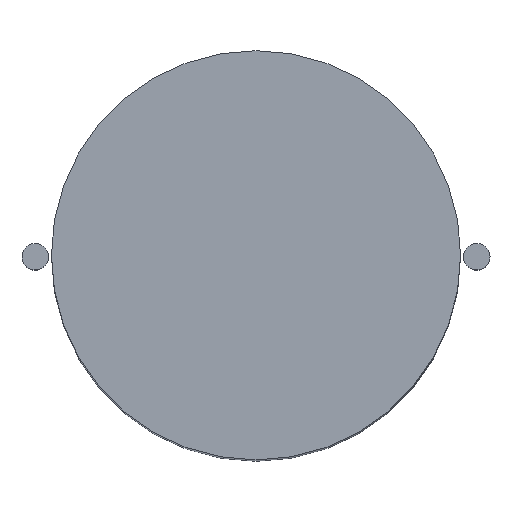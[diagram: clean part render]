
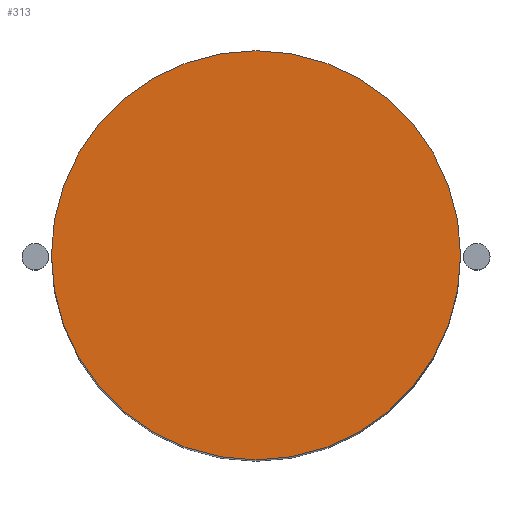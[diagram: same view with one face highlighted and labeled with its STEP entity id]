
A CAD part, top view. The second image highlights one B-rep face of the part: STEP entity #313.
In plain terms, the highlighted planar face has unit normal (0, 0, 1).
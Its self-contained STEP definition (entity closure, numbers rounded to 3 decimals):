
#43 = VERTEX_POINT('',#44);
#44 = CARTESIAN_POINT('',(8.9,8.25,33.));
#51 = PLANE('',#52);
#52 = AXIS2_PLACEMENT_3D('',#53,#54,#55);
#53 = CARTESIAN_POINT('',(8.9,8.25,0.));
#54 = DIRECTION('',(0.,-1.,0.));
#55 = DIRECTION('',(-1.,0.,0.));
#70 = EDGE_CURVE('',#43,#43,#71,.T.);
#71 = SURFACE_CURVE('',#72,(#76,#83),.PCURVE_S1.);
#72 = LINE('',#73,#74);
#73 = CARTESIAN_POINT('',(8.9,8.25,33.));
#74 = VECTOR('',#75,1.);
#75 = DIRECTION('',(-1.,0.,0.));
#76 = PCURVE('',#51,#77);
#77 = DEFINITIONAL_REPRESENTATION('',(#78),#82);
#78 = LINE('',#79,#80);
#79 = CARTESIAN_POINT('',(0.,-33.));
#80 = VECTOR('',#81,1.);
#81 = DIRECTION('',(1.,0.));
#82 = ( GEOMETRIC_REPRESENTATION_CONTEXT(2) 
PARAMETRIC_REPRESENTATION_CONTEXT() REPRESENTATION_CONTEXT('2D SPACE',''
  ) );
#83 = PCURVE('',#84,#89);
#84 = PLANE('',#85);
#85 = AXIS2_PLACEMENT_3D('',#86,#87,#88);
#86 = CARTESIAN_POINT('',(8.9,0.,33.));
#87 = DIRECTION('',(0.,0.,1.));
#88 = DIRECTION('',(0.,1.,0.));
#89 = DEFINITIONAL_REPRESENTATION('',(#90),#94);
#90 = LINE('',#91,#92);
#91 = CARTESIAN_POINT('',(8.25,0.));
#92 = VECTOR('',#93,1.);
#93 = DIRECTION('',(0.,1.));
#94 = ( GEOMETRIC_REPRESENTATION_CONTEXT(2) 
PARAMETRIC_REPRESENTATION_CONTEXT() REPRESENTATION_CONTEXT('2D SPACE',''
  ) );
#127 = EDGE_CURVE('',#43,#128,#130,.T.);
#128 = VERTEX_POINT('',#129);
#129 = CARTESIAN_POINT('',(8.9,-8.25,33.));
#130 = SURFACE_CURVE('',#131,(#136,#148),.PCURVE_S1.);
#131 = CIRCLE('',#132,8.25);
#132 = AXIS2_PLACEMENT_3D('',#133,#134,#135);
#133 = CARTESIAN_POINT('',(8.9,0.,33.));
#134 = DIRECTION('',(0.,0.,1.));
#135 = DIRECTION('',(1.,0.,0.));
#136 = PCURVE('',#137,#142);
#137 = CYLINDRICAL_SURFACE('',#138,8.25);
#138 = AXIS2_PLACEMENT_3D('',#139,#140,#141);
#139 = CARTESIAN_POINT('',(8.9,0.,0.));
#140 = DIRECTION('',(-0.,-0.,-1.));
#141 = DIRECTION('',(1.,0.,0.));
#142 = DEFINITIONAL_REPRESENTATION('',(#143),#147);
#143 = LINE('',#144,#145);
#144 = CARTESIAN_POINT('',(-0.,-33.));
#145 = VECTOR('',#146,1.);
#146 = DIRECTION('',(-1.,0.));
#147 = ( GEOMETRIC_REPRESENTATION_CONTEXT(2) 
PARAMETRIC_REPRESENTATION_CONTEXT() REPRESENTATION_CONTEXT('2D SPACE',''
  ) );
#148 = PCURVE('',#84,#149);
#149 = DEFINITIONAL_REPRESENTATION('',(#150),#154);
#150 = CIRCLE('',#151,8.25);
#151 = AXIS2_PLACEMENT_2D('',#152,#153);
#152 = CARTESIAN_POINT('',(0.,0.));
#153 = DIRECTION('',(0.,-1.));
#154 = ( GEOMETRIC_REPRESENTATION_CONTEXT(2) 
PARAMETRIC_REPRESENTATION_CONTEXT() REPRESENTATION_CONTEXT('2D SPACE',''
  ) );
#172 = PLANE('',#173);
#173 = AXIS2_PLACEMENT_3D('',#174,#175,#176);
#174 = CARTESIAN_POINT('',(8.9,-8.25,0.));
#175 = DIRECTION('',(0.,-1.,0.));
#176 = DIRECTION('',(-1.,0.,0.));
#210 = EDGE_CURVE('',#128,#128,#211,.T.);
#211 = SURFACE_CURVE('',#212,(#216,#223),.PCURVE_S1.);
#212 = LINE('',#213,#214);
#213 = CARTESIAN_POINT('',(8.9,-8.25,33.));
#214 = VECTOR('',#215,1.);
#215 = DIRECTION('',(-1.,0.,0.));
#216 = PCURVE('',#172,#217);
#217 = DEFINITIONAL_REPRESENTATION('',(#218),#222);
#218 = LINE('',#219,#220);
#219 = CARTESIAN_POINT('',(0.,-33.));
#220 = VECTOR('',#221,1.);
#221 = DIRECTION('',(1.,0.));
#222 = ( GEOMETRIC_REPRESENTATION_CONTEXT(2) 
PARAMETRIC_REPRESENTATION_CONTEXT() REPRESENTATION_CONTEXT('2D SPACE',''
  ) );
#223 = PCURVE('',#84,#224);
#224 = DEFINITIONAL_REPRESENTATION('',(#225),#229);
#225 = LINE('',#226,#227);
#226 = CARTESIAN_POINT('',(-8.25,0.));
#227 = VECTOR('',#228,1.);
#228 = DIRECTION('',(0.,1.));
#229 = ( GEOMETRIC_REPRESENTATION_CONTEXT(2) 
PARAMETRIC_REPRESENTATION_CONTEXT() REPRESENTATION_CONTEXT('2D SPACE',''
  ) );
#257 = EDGE_CURVE('',#128,#43,#258,.T.);
#258 = SURFACE_CURVE('',#259,(#264,#276),.PCURVE_S1.);
#259 = CIRCLE('',#260,8.25);
#260 = AXIS2_PLACEMENT_3D('',#261,#262,#263);
#261 = CARTESIAN_POINT('',(8.9,0.,33.));
#262 = DIRECTION('',(0.,0.,1.));
#263 = DIRECTION('',(1.,0.,0.));
#264 = PCURVE('',#265,#270);
#265 = CYLINDRICAL_SURFACE('',#266,8.25);
#266 = AXIS2_PLACEMENT_3D('',#267,#268,#269);
#267 = CARTESIAN_POINT('',(8.9,0.,0.));
#268 = DIRECTION('',(-0.,-0.,-1.));
#269 = DIRECTION('',(1.,0.,0.));
#270 = DEFINITIONAL_REPRESENTATION('',(#271),#275);
#271 = LINE('',#272,#273);
#272 = CARTESIAN_POINT('',(-0.,-33.));
#273 = VECTOR('',#274,1.);
#274 = DIRECTION('',(-1.,0.));
#275 = ( GEOMETRIC_REPRESENTATION_CONTEXT(2) 
PARAMETRIC_REPRESENTATION_CONTEXT() REPRESENTATION_CONTEXT('2D SPACE',''
  ) );
#276 = PCURVE('',#84,#277);
#277 = DEFINITIONAL_REPRESENTATION('',(#278),#282);
#278 = CIRCLE('',#279,8.25);
#279 = AXIS2_PLACEMENT_2D('',#280,#281);
#280 = CARTESIAN_POINT('',(0.,0.));
#281 = DIRECTION('',(0.,-1.));
#282 = ( GEOMETRIC_REPRESENTATION_CONTEXT(2) 
PARAMETRIC_REPRESENTATION_CONTEXT() REPRESENTATION_CONTEXT('2D SPACE',''
  ) );
#313 = ADVANCED_FACE('',(#314),#84,.T.);
#314 = FACE_BOUND('',#315,.T.);
#315 = EDGE_LOOP('',(#316,#317,#318,#319));
#316 = ORIENTED_EDGE('',*,*,#70,.T.);
#317 = ORIENTED_EDGE('',*,*,#127,.T.);
#318 = ORIENTED_EDGE('',*,*,#210,.T.);
#319 = ORIENTED_EDGE('',*,*,#257,.T.);
